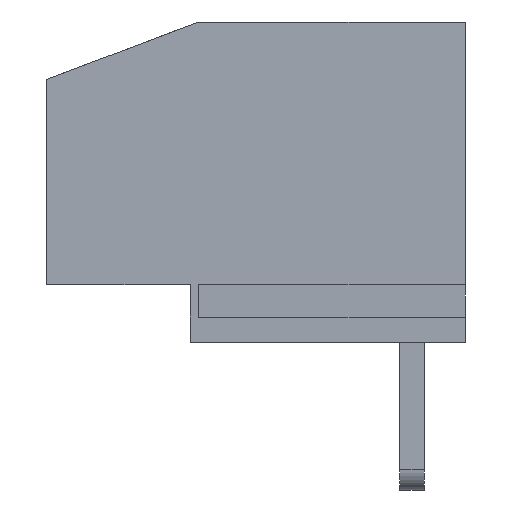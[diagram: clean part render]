
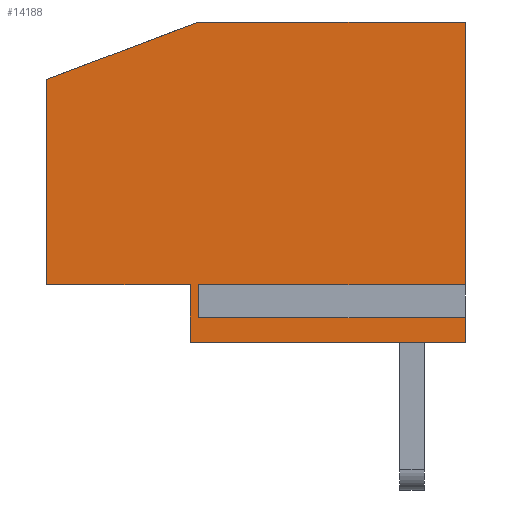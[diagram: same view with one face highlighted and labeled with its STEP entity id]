
A CAD part, left-side view. The second image highlights one B-rep face of the part: STEP entity #14188.
In plain terms, the highlighted planar face has unit normal (-1, 0, 0).
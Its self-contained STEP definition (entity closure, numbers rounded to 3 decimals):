
#290 = VERTEX_POINT ( 'NONE', #30220 ) ;
#331 = ORIENTED_EDGE ( 'NONE', *, *, #29300, .T. ) ;
#573 = DIRECTION ( 'NONE',  ( 0., -0.935, 0.354 ) ) ;
#835 = DIRECTION ( 'NONE',  ( 0., -1., 0. ) ) ;
#1027 = ORIENTED_EDGE ( 'NONE', *, *, #9612, .T. ) ;
#3574 = DIRECTION ( 'NONE',  ( 0., 0., -1. ) ) ;
#3728 = VECTOR ( 'NONE', #38748, 1000. ) ;
#3749 = CARTESIAN_POINT ( 'NONE',  ( 0., 6.5, 1.218 ) ) ;
#4118 = DIRECTION ( 'NONE',  ( 0., 0., -1. ) ) ;
#4138 = ORIENTED_EDGE ( 'NONE', *, *, #38671, .T. ) ;
#5847 = LINE ( 'NONE', #25093, #28716 ) ;
#6488 = VERTEX_POINT ( 'NONE', #37677 ) ;
#6620 = LINE ( 'NONE', #38601, #22486 ) ;
#7198 = CARTESIAN_POINT ( 'NONE',  ( 0., 0., 1.218 ) ) ;
#8673 = VECTOR ( 'NONE', #35475, 1000. ) ;
#9164 = ORIENTED_EDGE ( 'NONE', *, *, #20842, .F. ) ;
#9572 = DIRECTION ( 'NONE',  ( 0., -1., 0. ) ) ;
#9612 = EDGE_CURVE ( 'NONE', #32062, #6488, #10619, .T. ) ;
#9651 = VERTEX_POINT ( 'NONE', #19951 ) ;
#9955 = DIRECTION ( 'NONE',  ( 0., -1., 0. ) ) ;
#10280 = DIRECTION ( 'NONE',  ( 1., 0., 0. ) ) ;
#10517 = LINE ( 'NONE', #23255, #3728 ) ;
#10619 = LINE ( 'NONE', #38866, #23503 ) ;
#12508 = VECTOR ( 'NONE', #15067, 1000. ) ;
#12678 = EDGE_CURVE ( 'NONE', #9651, #290, #35686, .T. ) ;
#12952 = EDGE_CURVE ( 'NONE', #19475, #32656, #5847, .T. ) ;
#13005 = ORIENTED_EDGE ( 'NONE', *, *, #12952, .T. ) ;
#13166 = EDGE_CURVE ( 'NONE', #41083, #32062, #34473, .T. ) ;
#13369 = LINE ( 'NONE', #3749, #13517 ) ;
#13458 = VECTOR ( 'NONE', #17003, 1000. ) ;
#13517 = VECTOR ( 'NONE', #835, 1000. ) ;
#14188 = ADVANCED_FACE ( 'NONE', ( #25558 ), #25135, .F. ) ;
#15067 = DIRECTION ( 'NONE',  ( 0., 0., 1. ) ) ;
#16736 = VECTOR ( 'NONE', #573, 1000. ) ;
#16763 = ORIENTED_EDGE ( 'NONE', *, *, #25992, .T. ) ;
#17003 = DIRECTION ( 'NONE',  ( 0., 0., 1. ) ) ;
#17312 = VERTEX_POINT ( 'NONE', #20265 ) ;
#18024 = ORIENTED_EDGE ( 'NONE', *, *, #25186, .T. ) ;
#19475 = VERTEX_POINT ( 'NONE', #7198 ) ;
#19814 = EDGE_CURVE ( 'NONE', #24845, #34973, #26323, .T. ) ;
#19873 = VECTOR ( 'NONE', #38092, 1000. ) ;
#19951 = CARTESIAN_POINT ( 'NONE',  ( 0., 6.5, 0.782 ) ) ;
#20118 = ORIENTED_EDGE ( 'NONE', *, *, #12678, .F. ) ;
#20265 = CARTESIAN_POINT ( 'NONE',  ( 0., 6.5, 1.218 ) ) ;
#20793 = ORIENTED_EDGE ( 'NONE', *, *, #28433, .F. ) ;
#20842 = EDGE_CURVE ( 'NONE', #41083, #24845, #32687, .T. ) ;
#21531 = CARTESIAN_POINT ( 'NONE',  ( 0., 6.7, 1.4 ) ) ;
#22194 = CARTESIAN_POINT ( 'NONE',  ( 0., 6.5, 7.8 ) ) ;
#22486 = VECTOR ( 'NONE', #9955, 1000. ) ;
#22905 = CARTESIAN_POINT ( 'NONE',  ( 0., 0., 7.8 ) ) ;
#22967 = CARTESIAN_POINT ( 'NONE',  ( 0., 10.2, 6.4 ) ) ;
#23255 = CARTESIAN_POINT ( 'NONE',  ( 0., 10.2, 7.8 ) ) ;
#23302 = CARTESIAN_POINT ( 'NONE',  ( 0., 6.5, 0.782 ) ) ;
#23503 = VECTOR ( 'NONE', #4118, 1000. ) ;
#23659 = CARTESIAN_POINT ( 'NONE',  ( 0., 10.2, 7.8 ) ) ;
#24717 = VECTOR ( 'NONE', #9572, 1000. ) ;
#24845 = VERTEX_POINT ( 'NONE', #25745 ) ;
#25093 = CARTESIAN_POINT ( 'NONE',  ( 0., 0., 7.8 ) ) ;
#25135 = PLANE ( 'NONE',  #28177 ) ;
#25186 = EDGE_CURVE ( 'NONE', #6488, #32173, #6620, .T. ) ;
#25558 = FACE_OUTER_BOUND ( 'NONE', #39626, .T. ) ;
#25745 = CARTESIAN_POINT ( 'NONE',  ( 0., 10.2, 6.4 ) ) ;
#25785 = ORIENTED_EDGE ( 'NONE', *, *, #19814, .F. ) ;
#25992 = EDGE_CURVE ( 'NONE', #9651, #17312, #34366, .T. ) ;
#26323 = LINE ( 'NONE', #22967, #16736 ) ;
#28177 = AXIS2_PLACEMENT_3D ( 'NONE', #28675, #10280, #3574 ) ;
#28274 = CARTESIAN_POINT ( 'NONE',  ( 0., 10.2, 1.4 ) ) ;
#28433 = EDGE_CURVE ( 'NONE', #34973, #32656, #10517, .T. ) ;
#28675 = CARTESIAN_POINT ( 'NONE',  ( 0., 10.2, 7.8 ) ) ;
#28716 = VECTOR ( 'NONE', #41208, 1000. ) ;
#29300 = EDGE_CURVE ( 'NONE', #32173, #290, #29713, .T. ) ;
#29713 = LINE ( 'NONE', #39340, #12508 ) ;
#30220 = CARTESIAN_POINT ( 'NONE',  ( 0., 0., 0.782 ) ) ;
#32062 = VERTEX_POINT ( 'NONE', #21531 ) ;
#32173 = VERTEX_POINT ( 'NONE', #36314 ) ;
#32656 = VERTEX_POINT ( 'NONE', #22905 ) ;
#32687 = LINE ( 'NONE', #23659, #13458 ) ;
#34366 = LINE ( 'NONE', #35180, #19873 ) ;
#34473 = LINE ( 'NONE', #34687, #24717 ) ;
#34687 = CARTESIAN_POINT ( 'NONE',  ( 0., 10.2, 1.4 ) ) ;
#34973 = VERTEX_POINT ( 'NONE', #22194 ) ;
#35180 = CARTESIAN_POINT ( 'NONE',  ( 0., 6.5, 0.782 ) ) ;
#35475 = DIRECTION ( 'NONE',  ( 0., -1., 0. ) ) ;
#35686 = LINE ( 'NONE', #23302, #8673 ) ;
#36314 = CARTESIAN_POINT ( 'NONE',  ( 0., 0., 0. ) ) ;
#36896 = ORIENTED_EDGE ( 'NONE', *, *, #13166, .T. ) ;
#37677 = CARTESIAN_POINT ( 'NONE',  ( 0., 6.7, 0. ) ) ;
#38092 = DIRECTION ( 'NONE',  ( 0., 0., 1. ) ) ;
#38601 = CARTESIAN_POINT ( 'NONE',  ( 0., 10.2, 0. ) ) ;
#38671 = EDGE_CURVE ( 'NONE', #17312, #19475, #13369, .T. ) ;
#38748 = DIRECTION ( 'NONE',  ( 0., -1., 0. ) ) ;
#38866 = CARTESIAN_POINT ( 'NONE',  ( 0., 6.7, 1.4 ) ) ;
#39340 = CARTESIAN_POINT ( 'NONE',  ( 0., 0., 7.8 ) ) ;
#39626 = EDGE_LOOP ( 'NONE', ( #20118, #16763, #4138, #13005, #20793, #25785, #9164, #36896, #1027, #18024, #331 ) ) ;
#41083 = VERTEX_POINT ( 'NONE', #28274 ) ;
#41208 = DIRECTION ( 'NONE',  ( 0., 0., 1. ) ) ;
